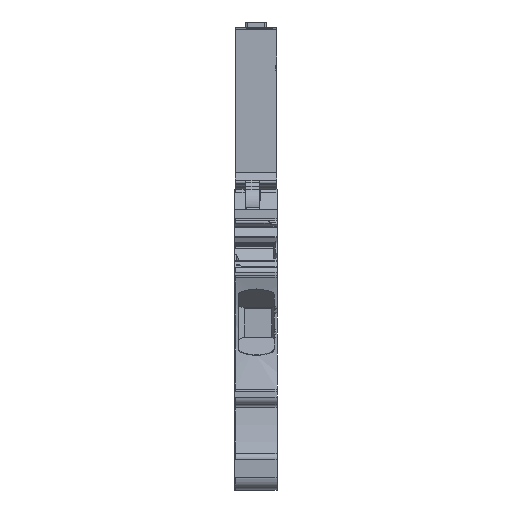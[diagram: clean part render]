
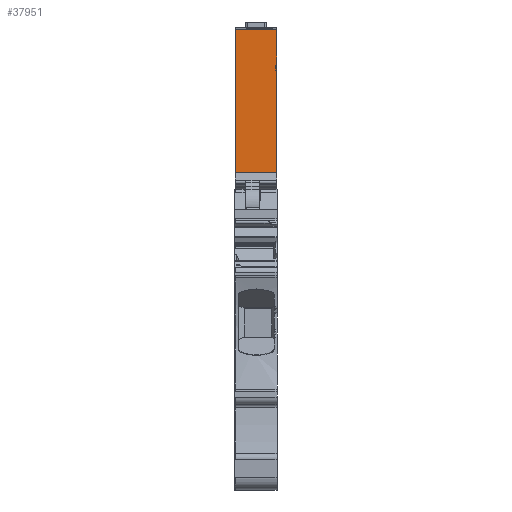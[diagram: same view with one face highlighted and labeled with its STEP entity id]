
A CAD part, front view. The second image highlights one B-rep face of the part: STEP entity #37951.
In plain terms, the highlighted planar face has unit normal (0, -1, 0).
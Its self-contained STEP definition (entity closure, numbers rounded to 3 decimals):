
#37915=AXIS2_PLACEMENT_3D('Plane Axis2P3D',#37912,#37913,#37914) ;
#35954=CARTESIAN_POINT('Vertex',(0.05,24.329,46.044)) ;
#35957=CARTESIAN_POINT('Line Origine',(0.05,24.329,56.42)) ;
#35961=CARTESIAN_POINT('Vertex',(0.05,24.329,66.796)) ;
#36338=CARTESIAN_POINT('Vertex',(6.05,24.329,66.796)) ;
#36341=CARTESIAN_POINT('Line Origine',(6.05,24.329,64.198)) ;
#36345=CARTESIAN_POINT('Vertex',(6.05,24.329,61.6)) ;
#36478=CARTESIAN_POINT('Vertex',(6.05,24.329,60.9)) ;
#36481=CARTESIAN_POINT('Line Origine',(6.05,24.329,53.472)) ;
#36485=CARTESIAN_POINT('Vertex',(6.05,24.329,46.044)) ;
#37896=CARTESIAN_POINT('Line Origine',(3.05,24.329,46.044)) ;
#37912=CARTESIAN_POINT('Axis2P3D Location',(2.9,24.329,47.55)) ;
#37917=CARTESIAN_POINT('Line Origine',(3.05,24.329,66.796)) ;
#37922=CARTESIAN_POINT('Line Origine',(6.,24.329,60.9)) ;
#37926=CARTESIAN_POINT('Vertex',(5.95,24.329,60.9)) ;
#37929=CARTESIAN_POINT('Line Origine',(5.95,24.329,61.25)) ;
#37933=CARTESIAN_POINT('Vertex',(5.95,24.329,61.6)) ;
#37936=CARTESIAN_POINT('Line Origine',(6.,24.329,61.6)) ;
#35958=DIRECTION('Vector Direction',(0.,0.,-1.)) ;
#36342=DIRECTION('Vector Direction',(0.,0.,1.)) ;
#36482=DIRECTION('Vector Direction',(0.,0.,-1.)) ;
#37897=DIRECTION('Vector Direction',(1.,0.,0.)) ;
#37913=DIRECTION('Axis2P3D Direction',(0.,1.,0.)) ;
#37914=DIRECTION('Axis2P3D XDirection',(0.,0.,1.)) ;
#37918=DIRECTION('Vector Direction',(1.,0.,0.)) ;
#37923=DIRECTION('Vector Direction',(-1.,0.,0.)) ;
#37930=DIRECTION('Vector Direction',(0.,0.,-1.)) ;
#37937=DIRECTION('Vector Direction',(-1.,0.,0.)) ;
#35959=VECTOR('Line Direction',#35958,1.) ;
#36343=VECTOR('Line Direction',#36342,1.) ;
#36483=VECTOR('Line Direction',#36482,1.) ;
#37898=VECTOR('Line Direction',#37897,1.) ;
#37919=VECTOR('Line Direction',#37918,1.) ;
#37924=VECTOR('Line Direction',#37923,1.) ;
#37931=VECTOR('Line Direction',#37930,1.) ;
#37938=VECTOR('Line Direction',#37937,1.) ;
#37942=ORIENTED_EDGE('',*,*,#36347,.F.) ;
#37943=ORIENTED_EDGE('',*,*,#37921,.T.) ;
#37944=ORIENTED_EDGE('',*,*,#35963,.T.) ;
#37945=ORIENTED_EDGE('',*,*,#37900,.F.) ;
#37946=ORIENTED_EDGE('',*,*,#36487,.F.) ;
#37947=ORIENTED_EDGE('',*,*,#37928,.T.) ;
#37948=ORIENTED_EDGE('',*,*,#37935,.F.) ;
#37949=ORIENTED_EDGE('',*,*,#37940,.F.) ;
#37951=ADVANCED_FACE('FSPG',(#37950),#37916,.F.) ;
#35963=EDGE_CURVE('',#35962,#35955,#35960,.T.) ;
#36347=EDGE_CURVE('',#36339,#36346,#36344,.F.) ;
#36487=EDGE_CURVE('',#36479,#36486,#36484,.T.) ;
#37900=EDGE_CURVE('',#36486,#35955,#37899,.F.) ;
#37921=EDGE_CURVE('',#36339,#35962,#37920,.F.) ;
#37928=EDGE_CURVE('',#36479,#37927,#37925,.T.) ;
#37935=EDGE_CURVE('',#37934,#37927,#37932,.T.) ;
#37940=EDGE_CURVE('',#36346,#37934,#37939,.T.) ;
#37941=EDGE_LOOP('',(#37942,#37943,#37944,#37945,#37946,#37947,#37948,#37949)) ;
#37950=FACE_OUTER_BOUND('',#37941,.T.) ;
#35960=LINE('Line',#35957,#35959) ;
#36344=LINE('Line',#36341,#36343) ;
#36484=LINE('Line',#36481,#36483) ;
#37899=LINE('Line',#37896,#37898) ;
#37920=LINE('Line',#37917,#37919) ;
#37925=LINE('Line',#37922,#37924) ;
#37932=LINE('Line',#37929,#37931) ;
#37939=LINE('Line',#37936,#37938) ;
#37916=PLANE('',#37915) ;
#35955=VERTEX_POINT('',#35954) ;
#35962=VERTEX_POINT('',#35961) ;
#36339=VERTEX_POINT('',#36338) ;
#36346=VERTEX_POINT('',#36345) ;
#36479=VERTEX_POINT('',#36478) ;
#36486=VERTEX_POINT('',#36485) ;
#37927=VERTEX_POINT('',#37926) ;
#37934=VERTEX_POINT('',#37933) ;
